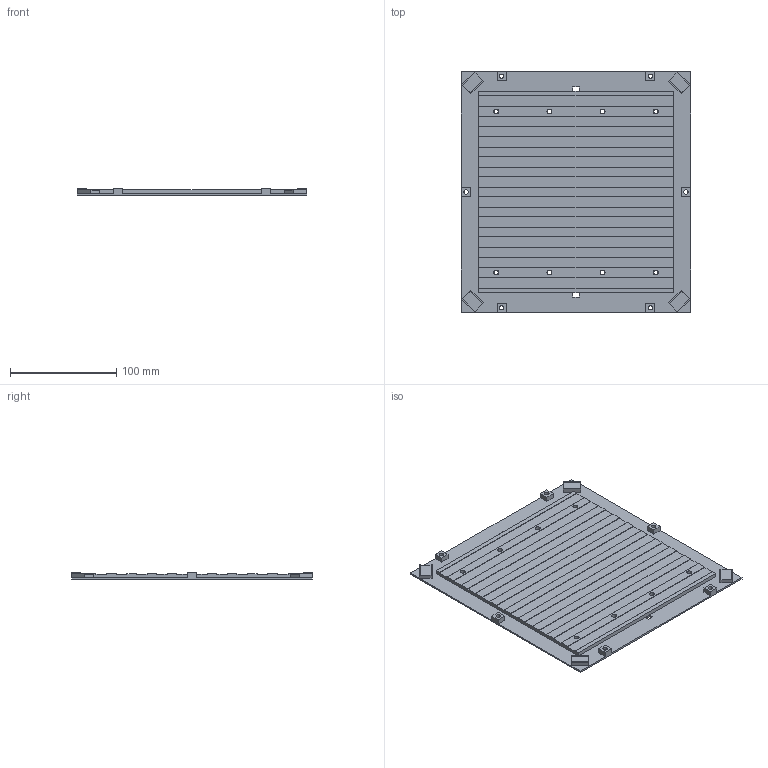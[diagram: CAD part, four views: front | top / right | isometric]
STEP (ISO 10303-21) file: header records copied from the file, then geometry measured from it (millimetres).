
FILE_DESCRIPTION(('Open CASCADE Model'),'2;1');
FILE_NAME('Open CASCADE Shape Model','2025-01-06T23:54:04',('Author'),( 'Open CASCADE'),'Open CASCADE STEP processor 7.7','Open CASCADE 7.7' ,'Unknown');
FILE_SCHEMA(('AUTOMOTIVE_DESIGN { 1 0 10303 214 1 1 1 1 }'));
Length unit declared in the file: millimetre
Products named in the file (2): =>[0:1:1:2]; SOLID
Assembly tree (1 placements, depth 2):
  =>[0:1:1:2]
    SOLID
Bounding box: 215.4 x 226.2 x 6.4 mm (x, y, z)
Volume: 203462.8 mm3; surface area: 106084.4 mm2
Topology: 1 solids, 1 shells, 161 faces, 420 edges, 280 vertices
Faces by surface type: plane 133, cylinder 28
Full cylindrical faces by diameter (mm): 4.1 x14, 4.6 x8, 6.2 x6
Entity records: 10462 total; most frequent: CARTESIAN_POINT 1791, DIRECTION 1614, LINE 1132, VECTOR 1132, ORIENTED_EDGE 840, PCURVE 840, DEFINITIONAL_REPRESENTATION 840, EDGE_CURVE 420
